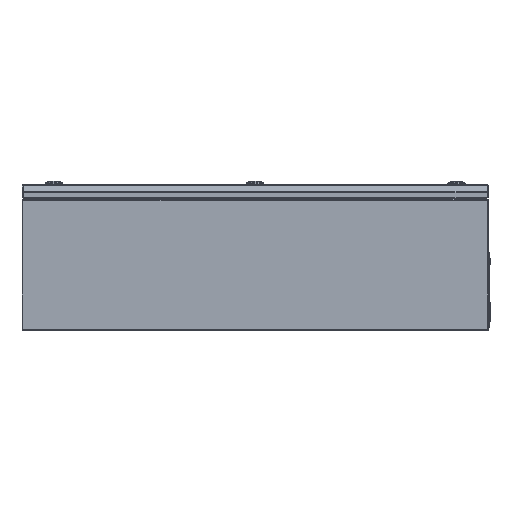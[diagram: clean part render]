
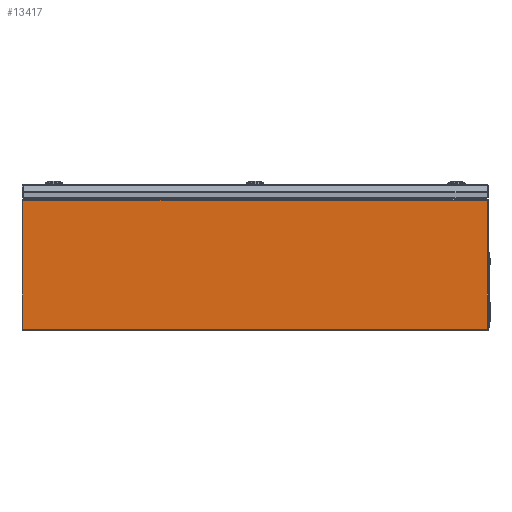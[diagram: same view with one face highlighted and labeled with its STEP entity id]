
A CAD part, left-side view. The second image highlights one B-rep face of the part: STEP entity #13417.
In plain terms, the highlighted planar face has unit normal (-1, 0, 0).
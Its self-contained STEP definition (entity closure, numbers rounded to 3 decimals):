
#988 = CARTESIAN_POINT ( 'NONE',  ( -456.583, 89.056, 1. ) ) ;
#1170 = DIRECTION ( 'NONE',  ( 0., 1., 0. ) ) ;
#1631 = CARTESIAN_POINT ( 'NONE',  ( -456.583, -708.944, 1. ) ) ;
#2498 = PLANE ( 'NONE',  #16763 ) ;
#2636 = FACE_OUTER_BOUND ( 'NONE', #13453, .T. ) ;
#2880 = VECTOR ( 'NONE', #10411, 1000. ) ;
#2916 = DIRECTION ( 'NONE',  ( 0., 1., 0. ) ) ;
#3925 = CARTESIAN_POINT ( 'NONE',  ( -456.583, -708.944, 1. ) ) ;
#4753 = DIRECTION ( 'NONE',  ( 0., 1., 0. ) ) ;
#5122 = EDGE_CURVE ( 'NONE', #10743, #19385, #25071, .T. ) ;
#5358 = EDGE_CURVE ( 'NONE', #10743, #11523, #10522, .T. ) ;
#5688 = ORIENTED_EDGE ( 'NONE', *, *, #5122, .F. ) ;
#5704 = CARTESIAN_POINT ( 'NONE',  ( -456.583, -708.724, 1. ) ) ;
#5995 = DIRECTION ( 'NONE',  ( 0., 0., -1. ) ) ;
#6117 = VECTOR ( 'NONE', #1170, 1000. ) ;
#6316 = EDGE_CURVE ( 'NONE', #11092, #28257, #14775, .T. ) ;
#6540 = ORIENTED_EDGE ( 'NONE', *, *, #22091, .T. ) ;
#7572 = CARTESIAN_POINT ( 'NONE',  ( -456.583, -708.944, 222.3 ) ) ;
#8147 = CARTESIAN_POINT ( 'NONE',  ( -456.583, 89.056, 222.3 ) ) ;
#8209 = CARTESIAN_POINT ( 'NONE',  ( -456.583, -708.944, 222.3 ) ) ;
#8282 = CARTESIAN_POINT ( 'NONE',  ( -456.583, 89.056, 222.3 ) ) ;
#8966 = DIRECTION ( 'NONE',  ( 1., 0., 0. ) ) ;
#9100 = CARTESIAN_POINT ( 'NONE',  ( -456.583, 89.056, 222.3 ) ) ;
#9260 = VECTOR ( 'NONE', #4753, 1000. ) ;
#9387 = DIRECTION ( 'NONE',  ( 0., 0., -1. ) ) ;
#9853 = VECTOR ( 'NONE', #2916, 1000. ) ;
#10411 = DIRECTION ( 'NONE',  ( 0., -1., 0. ) ) ;
#10522 = LINE ( 'NONE', #8209, #12032 ) ;
#10743 = VERTEX_POINT ( 'NONE', #3925 ) ;
#11092 = VERTEX_POINT ( 'NONE', #8282 ) ;
#11523 = VERTEX_POINT ( 'NONE', #7572 ) ;
#12032 = VECTOR ( 'NONE', #21725, 1000. ) ;
#13356 = LINE ( 'NONE', #24449, #9260 ) ;
#13382 = ORIENTED_EDGE ( 'NONE', *, *, #6316, .T. ) ;
#13417 = ADVANCED_FACE ( 'NONE', ( #2636 ), #2498, .F. ) ;
#13453 = EDGE_LOOP ( 'NONE', ( #5688, #17770, #6540, #13382, #23998, #22896 ) ) ;
#13589 = EDGE_CURVE ( 'NONE', #19385, #24239, #22613, .T. ) ;
#14726 = LINE ( 'NONE', #1631, #2880 ) ;
#14775 = LINE ( 'NONE', #8147, #19888 ) ;
#16763 = AXIS2_PLACEMENT_3D ( 'NONE', #9100, #8966, #9387 ) ;
#17770 = ORIENTED_EDGE ( 'NONE', *, *, #5358, .T. ) ;
#19385 = VERTEX_POINT ( 'NONE', #5704 ) ;
#19888 = VECTOR ( 'NONE', #5995, 1000. ) ;
#20587 = CARTESIAN_POINT ( 'NONE',  ( -456.583, 89.056, 1. ) ) ;
#21725 = DIRECTION ( 'NONE',  ( 0., 0., 1. ) ) ;
#22091 = EDGE_CURVE ( 'NONE', #11523, #11092, #13356, .T. ) ;
#22613 = LINE ( 'NONE', #20587, #9853 ) ;
#22896 = ORIENTED_EDGE ( 'NONE', *, *, #13589, .F. ) ;
#23189 = EDGE_CURVE ( 'NONE', #28257, #24239, #14726, .T. ) ;
#23998 = ORIENTED_EDGE ( 'NONE', *, *, #23189, .T. ) ;
#24239 = VERTEX_POINT ( 'NONE', #25558 ) ;
#24449 = CARTESIAN_POINT ( 'NONE',  ( -456.583, 89.056, 222.3 ) ) ;
#25071 = LINE ( 'NONE', #27507, #6117 ) ;
#25558 = CARTESIAN_POINT ( 'NONE',  ( -456.583, 88.836, 1. ) ) ;
#27507 = CARTESIAN_POINT ( 'NONE',  ( -456.583, 89.056, 1. ) ) ;
#28257 = VERTEX_POINT ( 'NONE', #988 ) ;
